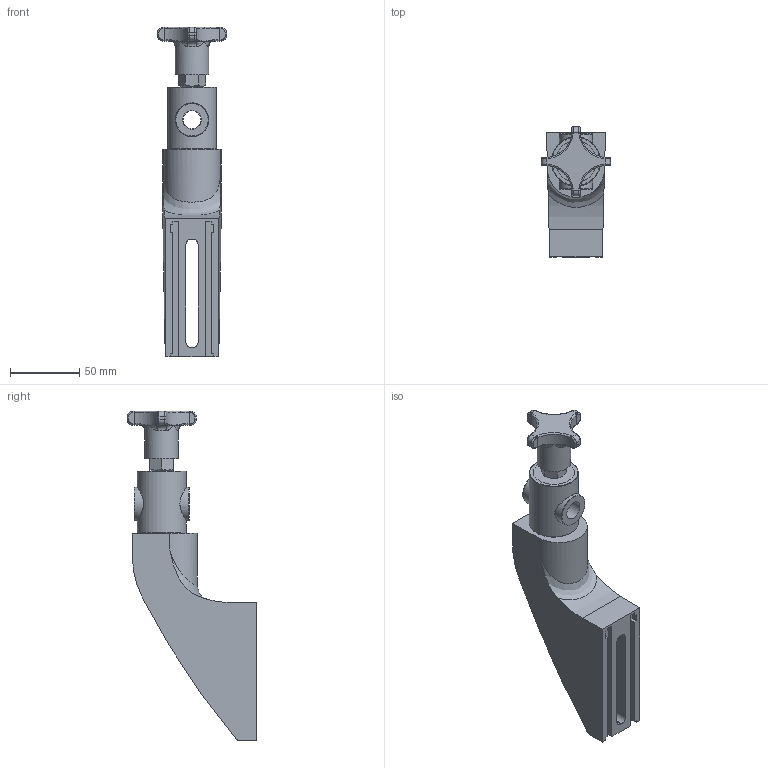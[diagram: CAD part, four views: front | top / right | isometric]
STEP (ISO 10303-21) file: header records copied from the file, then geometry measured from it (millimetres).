
FILE_DESCRIPTION(/* description */ (''),/* implementation_level */ '2;1');
FILE_NAME(/* name */ '730212.1.stp',/* time_stamp */ '2019-08-10T11:44:02+02:00',/* author */ ('jiri.spacek'),/* organization */ ('Alutec K&K'),/* preprocessor_version */ 'ST-DEVELOPER v17',/* originating_system */ 'Autodesk Inventor 2018',/* authorisation */ '');
FILE_SCHEMA (('AUTOMOTIVE_DESIGN { 1 0 10303 214 3 1 1 }'));
Length unit declared in the file: millimetre
Products named in the file (9): 730212.1; 730212.1_1; 730212.1_2; 730212.1_3; 730212.1_4; ISO 7413 - M10; ISO 7093 C - ST 10 - 100 HV; ISO 4017 - M10 x 20 - ISO; ISO 7091 - ST 10 - 100 HV
Assembly tree (8 placements, depth 2):
  730212.1
    730212.1_1
    730212.1_2
    730212.1_3
    730212.1_4
    ISO 7413 - M10
    ISO 7093 C - ST 10 - 100 HV
    ISO 4017 - M10 x 20 - ISO
    ISO 7091 - ST 10 - 100 HV
Bounding box: 50 x 93.85 x 238.4 mm (x, y, z)
Volume: 165850.8 mm3; surface area: 69145.1 mm2
Topology: 8 solids, 8 shells, 279 faces, 702 edges, 432 vertices
Faces by surface type: plane 115, cylinder 77, torus 41, bspline 34, cone 12
Full cylindrical faces by diameter (mm): 8.376 x2, 10 x2, 10.3 x1, 10.5 x1, 11 x2, 13 x1, 13.5 x2, 14.63 x1, 20 x1, 24 x2, 24.3 x1, 28.5 x1, 30 x2, 30.3 x1, 35.5 x1
Entity records: 12946 total; most frequent: CARTESIAN_POINT 6050, ORIENTED_EDGE 1366, DIRECTION 1350, EDGE_CURVE 683, AXIS2_PLACEMENT_3D 525, VERTEX_POINT 432, EDGE_LOOP 309, LINE 300
